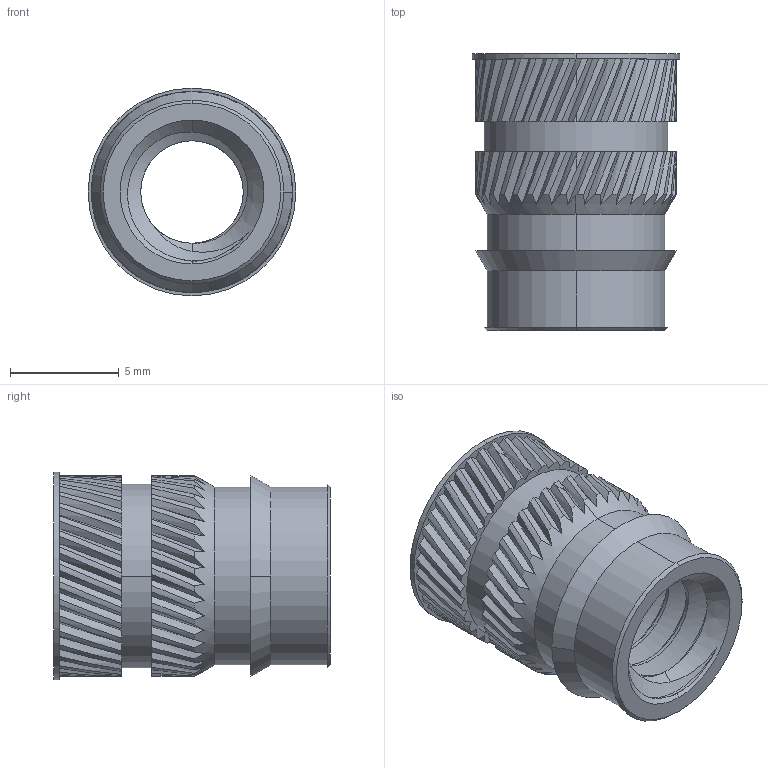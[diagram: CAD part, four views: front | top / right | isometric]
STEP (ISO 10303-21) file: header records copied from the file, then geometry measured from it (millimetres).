
FILE_DESCRIPTION (( 'STEP AP203' ), '1' );
FILE_NAME ('93365A162.STEP', '2018-04-19T12:07:53', ( '' ), ( '' ), 'SwSTEP 2.0', 'SolidWorks 2014', '' );
FILE_SCHEMA (( 'CONFIG_CONTROL_DESIGN' ));
Length unit declared in the file: inch
Products named in the file (1): 93365A162
Bounding box: 9.53 x 12.7 x 9.53 mm (x, y, z)
Volume: 429.7 mm3; surface area: 880.1 mm2
Topology: 1 solids, 1 shells, 266 faces, 773 edges, 514 vertices
Faces by surface type: bspline 147, cylinder 101, cone 11, plane 7
Entity records: 12869 total; most frequent: CARTESIAN_POINT 7544, ORIENTED_EDGE 1546, EDGE_CURVE 773, DIRECTION 701, VERTEX_POINT 514, AXIS2_PLACEMENT_3D 295, EDGE_LOOP 273, ADVANCED_FACE 266
